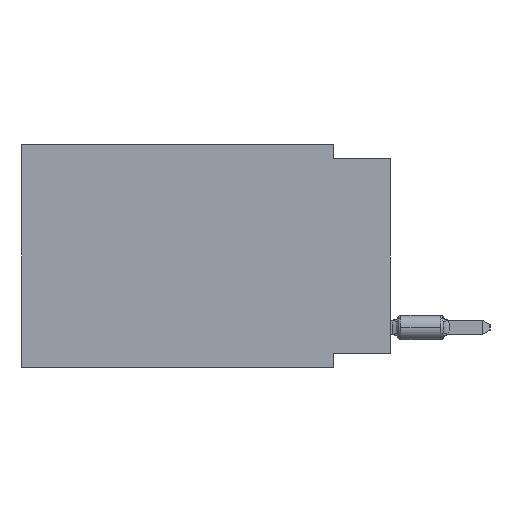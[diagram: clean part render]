
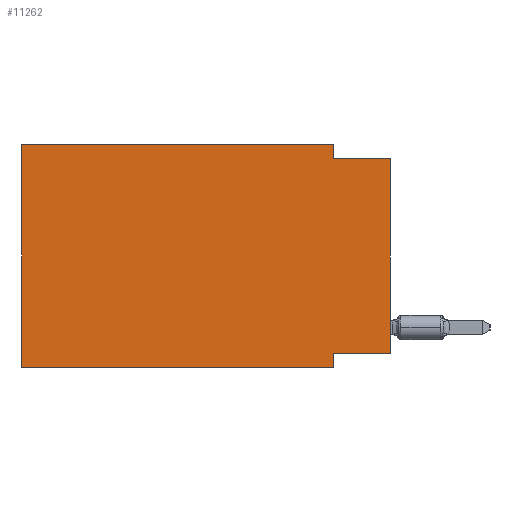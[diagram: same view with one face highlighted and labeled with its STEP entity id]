
A CAD part, left-side view. The second image highlights one B-rep face of the part: STEP entity #11262.
In plain terms, the highlighted planar face has unit normal (-1, 0, 0).
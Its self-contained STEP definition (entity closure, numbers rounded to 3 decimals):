
#519 = CARTESIAN_POINT ( 'NONE',  ( 0., 2.54, -9.271 ) ) ;
#797 = LINE ( 'NONE', #15733, #3559 ) ;
#1958 = CARTESIAN_POINT ( 'NONE',  ( 0., 16.383, -9.906 ) ) ;
#2035 = EDGE_CURVE ( 'NONE', #30074, #13296, #38997, .T. ) ;
#2972 = ORIENTED_EDGE ( 'NONE', *, *, #25096, .T. ) ;
#3559 = VECTOR ( 'NONE', #23306, 1000. ) ;
#5469 = DIRECTION ( 'NONE',  ( 0., -1., 0. ) ) ;
#6272 = VECTOR ( 'NONE', #34991, 1000. ) ;
#6391 = VECTOR ( 'NONE', #5469, 1000. ) ;
#6396 = DIRECTION ( 'NONE',  ( 0., 0., -1. ) ) ;
#7812 = EDGE_LOOP ( 'NONE', ( #8936, #29699, #24566, #10216, #38138, #2972, #43679, #46266 ) ) ;
#8339 = DIRECTION ( 'NONE',  ( 0., -1., 0. ) ) ;
#8936 = ORIENTED_EDGE ( 'NONE', *, *, #25275, .T. ) ;
#9107 = VECTOR ( 'NONE', #8339, 1000. ) ;
#9312 = CARTESIAN_POINT ( 'NONE',  ( 0., 16.383, 0. ) ) ;
#9454 = VECTOR ( 'NONE', #25725, 1000. ) ;
#10216 = ORIENTED_EDGE ( 'NONE', *, *, #2035, .F. ) ;
#11122 = VERTEX_POINT ( 'NONE', #1958 ) ;
#11262 = ADVANCED_FACE ( 'NONE', ( #23211 ), #33966, .F. ) ;
#12473 = EDGE_CURVE ( 'NONE', #21619, #13941, #36495, .T. ) ;
#13296 = VERTEX_POINT ( 'NONE', #35620 ) ;
#13941 = VERTEX_POINT ( 'NONE', #26242 ) ;
#14257 = CARTESIAN_POINT ( 'NONE',  ( 0., 0., -0.635 ) ) ;
#14611 = VERTEX_POINT ( 'NONE', #44443 ) ;
#14817 = EDGE_CURVE ( 'NONE', #13296, #21619, #33649, .T. ) ;
#15395 = DIRECTION ( 'NONE',  ( 1., 0., 0. ) ) ;
#15474 = EDGE_CURVE ( 'NONE', #42709, #14611, #44089, .T. ) ;
#15629 = CARTESIAN_POINT ( 'NONE',  ( 0., 16.383, 0. ) ) ;
#15733 = CARTESIAN_POINT ( 'NONE',  ( 0., 0., -9.271 ) ) ;
#16770 = CARTESIAN_POINT ( 'NONE',  ( 0., 0., -9.271 ) ) ;
#17625 = CARTESIAN_POINT ( 'NONE',  ( 0., 2.54, -0.635 ) ) ;
#18076 = AXIS2_PLACEMENT_3D ( 'NONE', #15629, #15395, #38135 ) ;
#19023 = VECTOR ( 'NONE', #6396, 1000. ) ;
#20386 = CARTESIAN_POINT ( 'NONE',  ( 0., 16.383, 0. ) ) ;
#21619 = VERTEX_POINT ( 'NONE', #17625 ) ;
#22553 = EDGE_CURVE ( 'NONE', #43600, #42709, #797, .T. ) ;
#22781 = CARTESIAN_POINT ( 'NONE',  ( 0., 16.383, -9.906 ) ) ;
#23189 = VECTOR ( 'NONE', #31781, 1000. ) ;
#23211 = FACE_OUTER_BOUND ( 'NONE', #7812, .T. ) ;
#23306 = DIRECTION ( 'NONE',  ( 0., 1., 0. ) ) ;
#23836 = CARTESIAN_POINT ( 'NONE',  ( 0., 16.383, 0. ) ) ;
#24566 = ORIENTED_EDGE ( 'NONE', *, *, #14817, .F. ) ;
#24978 = CARTESIAN_POINT ( 'NONE',  ( 0., 2.54, -9.906 ) ) ;
#25096 = EDGE_CURVE ( 'NONE', #11122, #14611, #34504, .T. ) ;
#25275 = EDGE_CURVE ( 'NONE', #43600, #13941, #43056, .T. ) ;
#25725 = DIRECTION ( 'NONE',  ( 0., -1., 0. ) ) ;
#26242 = CARTESIAN_POINT ( 'NONE',  ( 0., 0., -0.635 ) ) ;
#26552 = DIRECTION ( 'NONE',  ( 0., 0., -1. ) ) ;
#29699 = ORIENTED_EDGE ( 'NONE', *, *, #12473, .F. ) ;
#30074 = VERTEX_POINT ( 'NONE', #20386 ) ;
#30464 = CARTESIAN_POINT ( 'NONE',  ( 0., 2.54, 0. ) ) ;
#31781 = DIRECTION ( 'NONE',  ( 0., 0., 1. ) ) ;
#33649 = LINE ( 'NONE', #30464, #42469 ) ;
#33966 = PLANE ( 'NONE',  #18076 ) ;
#34504 = LINE ( 'NONE', #22781, #9107 ) ;
#34991 = DIRECTION ( 'NONE',  ( 0., 0., 1. ) ) ;
#35235 = LINE ( 'NONE', #9312, #6272 ) ;
#35620 = CARTESIAN_POINT ( 'NONE',  ( 0., 2.54, 0. ) ) ;
#35932 = CARTESIAN_POINT ( 'NONE',  ( 0., 0., 0. ) ) ;
#36495 = LINE ( 'NONE', #14257, #9454 ) ;
#38135 = DIRECTION ( 'NONE',  ( 0., 0., -1. ) ) ;
#38138 = ORIENTED_EDGE ( 'NONE', *, *, #38427, .F. ) ;
#38427 = EDGE_CURVE ( 'NONE', #11122, #30074, #35235, .T. ) ;
#38997 = LINE ( 'NONE', #23836, #6391 ) ;
#42469 = VECTOR ( 'NONE', #26552, 1000. ) ;
#42709 = VERTEX_POINT ( 'NONE', #519 ) ;
#43056 = LINE ( 'NONE', #35932, #23189 ) ;
#43600 = VERTEX_POINT ( 'NONE', #16770 ) ;
#43679 = ORIENTED_EDGE ( 'NONE', *, *, #15474, .F. ) ;
#44089 = LINE ( 'NONE', #24978, #19023 ) ;
#44443 = CARTESIAN_POINT ( 'NONE',  ( 0., 2.54, -9.906 ) ) ;
#46266 = ORIENTED_EDGE ( 'NONE', *, *, #22553, .F. ) ;
